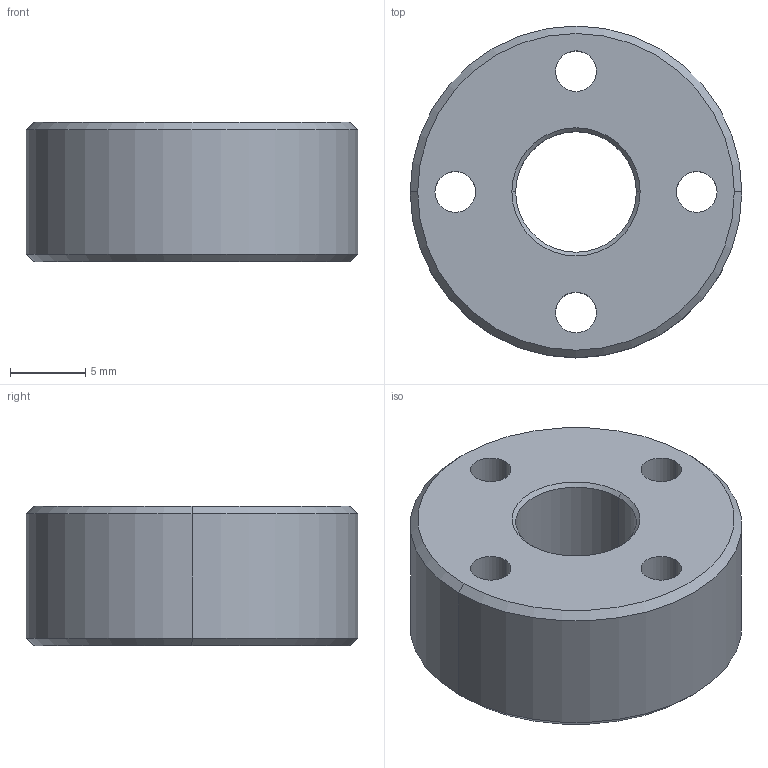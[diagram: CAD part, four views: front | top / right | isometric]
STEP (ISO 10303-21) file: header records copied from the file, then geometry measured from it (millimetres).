
FILE_DESCRIPTION (( 'STEP AP214' ), '1' );
FILE_NAME ('38008_TXM-Bearing Spacer Support.STEP', '2017-01-16T14:12:36', ( '' ), ( '' ), 'SwSTEP 2.0', 'SolidWorks 2016', '' );
FILE_SCHEMA (( 'AUTOMOTIVE_DESIGN' ));
Length unit declared in the file: millimetre
Products named in the file (2): 38008_TXM-Bearing Spacer Support
Bounding box: 22 x 22 x 9.25 mm (x, y, z)
Volume: 2820.8 mm3; surface area: 1751.2 mm2
Topology: 1 solids, 1 shells, 22 faces, 52 edges, 32 vertices
Faces by surface type: cylinder 12, cone 8, plane 2
Entity records: 801 total; most frequent: DIRECTION 132, CARTESIAN_POINT 108, ORIENTED_EDGE 104, AXIS2_PLACEMENT_3D 56, EDGE_CURVE 52, EDGE_LOOP 32, CIRCLE 32, VERTEX_POINT 32
